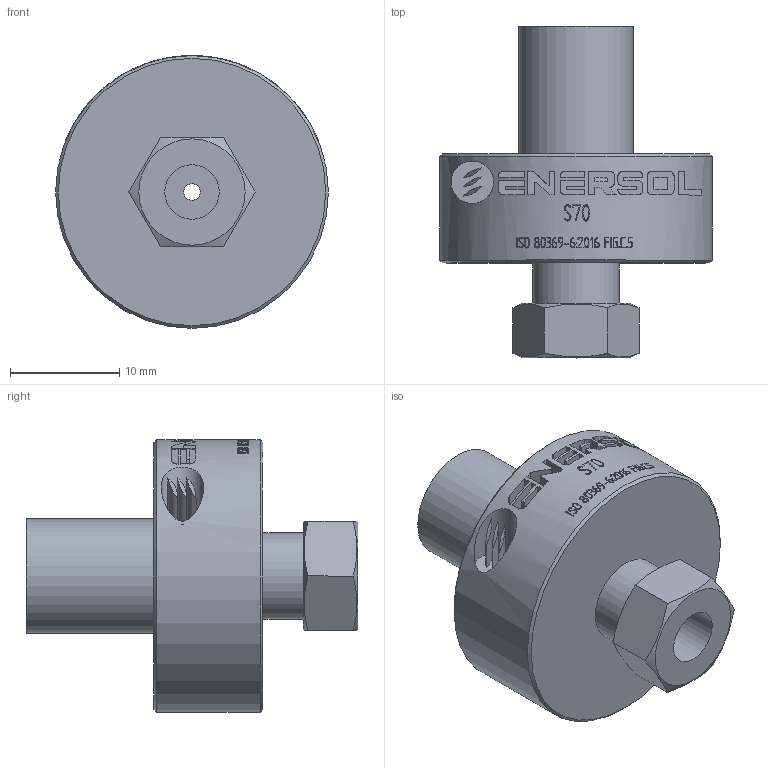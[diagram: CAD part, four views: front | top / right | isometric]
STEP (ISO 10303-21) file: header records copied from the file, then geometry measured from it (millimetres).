
FILE_DESCRIPTION(/* description */ ('Unknown'),/* implementation_level */ '2;1');
FILE_NAME(/* name */ 'Enersol ISO 80369-6-2016 FigC5(S70)',/* time_stamp */ '2016-09-08T16:57:16+10:00',/* author */ ('Unknown'),/* organization */ ('Unknown'),/* preprocessor_version */ 'ST-DEVELOPER v16.7',/* originating_system */ 'DEX',/* authorisation */ $);
FILE_SCHEMA (('AUTOMOTIVE_DESIGN {1 0 10303 214 3 1 1}'));
Length unit declared in the file: millimetre
Products named in the file (1): Enersol ISO 80369-6-2016 FigC5(S70)
Bounding box: 25 x 30.4 x 25 mm (x, y, z)
Volume: 5466.8 mm3; surface area: 4199.1 mm2
Topology: 1 solids, 1 shells, 320 faces, 784 edges, 523 vertices
Faces by surface type: plane 213, bspline 56, cylinder 46, cone 5
Full cylindrical faces by diameter (mm): 1.5 x1, 3.906 x1, 5 x1, 7 x1, 7.9 x1, 10.5 x1, 25 x1
Entity records: 11105 total; most frequent: CARTESIAN_POINT 3941, ORIENTED_EDGE 1514, DIRECTION 1269, EDGE_CURVE 757, VERTEX_POINT 518, LINE 477, VECTOR 477, EDGE_LOOP 401
